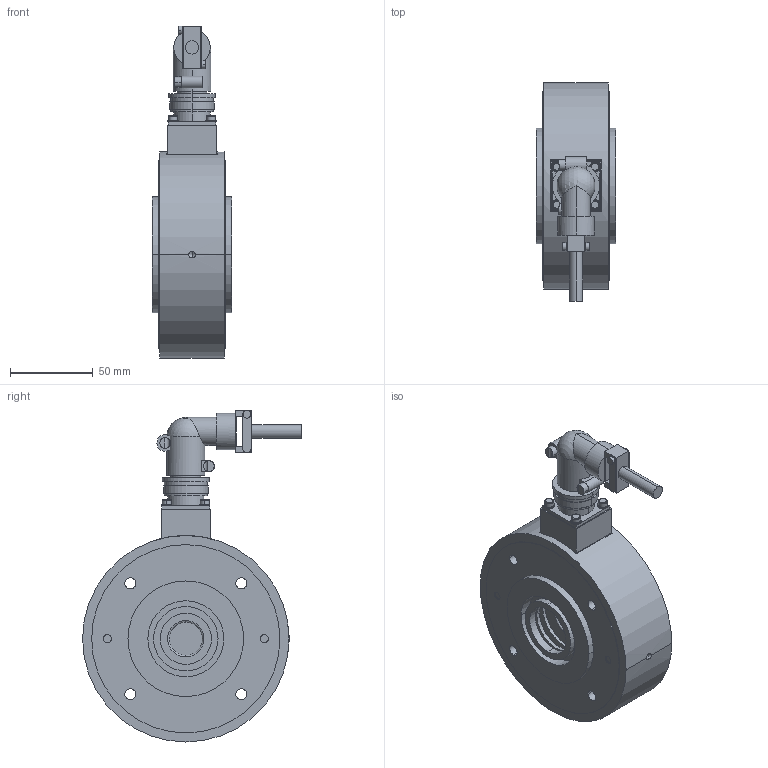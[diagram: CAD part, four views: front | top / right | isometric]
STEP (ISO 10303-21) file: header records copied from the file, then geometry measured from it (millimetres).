
FILE_DESCRIPTION((''),'2;1');
FILE_NAME('50061.stp','2007-09-21T15:35:19',(''),(''),'Mechanical Desktop 2007','Mechanical Desktop 2007',', , ');
FILE_SCHEMA(('CONFIG_CONTROL_DESIGN'));
Length unit declared in the file: millimetre
Products named in the file (27): ZEICHNUNG7; L50061; L4832404; L47956; TEIL1AAAA; L47955; TEIL1; L49026; TEIL1A; I-6KT_SCHRAUBE_M6X35NK; I-6KT_SCHRAUBE_M6X35NKA; I-6KT_SCHRAUBE_M3X25A; I-6KT_SCHRAUBE_M3X25; FEDERRING_M3A; FEDERRING_M3; SICHERUNGSRING_J52A; SICHERUNGSRING_J52; V_RING_V31A; V_RING_V32A; L4340303; TEIL1AAA; FLANSCHDOSE_WINKEL_AMPH_4-POLIG; TEIL1AA; PENDELKUGELLAGER_1304TVA; PENDELKUGELLAGER_1304TV; RM_SDBA; RM_SDB
Assembly tree (38 placements, depth 4):
  ZEICHNUNG7
    L50061
      L4832404
      L47956
        TEIL1AAAA
      L47955
        TEIL1
      L49026
        TEIL1A
      I-6KT_SCHRAUBE_M6X35NK  x2
        I-6KT_SCHRAUBE_M6X35NKA
      I-6KT_SCHRAUBE_M3X25A  x4
        I-6KT_SCHRAUBE_M3X25
      FEDERRING_M3A  x4
        FEDERRING_M3
      SICHERUNGSRING_J52A
        SICHERUNGSRING_J52
      V_RING_V31A
        V_RING_V32A
      L4340303  x2
        TEIL1AAA
      FLANSCHDOSE_WINKEL_AMPH_4-POLIG
        TEIL1AA
      PENDELKUGELLAGER_1304TVA
        PENDELKUGELLAGER_1304TV
      RM_SDBA  x3
    RM_SDB  x3
Bounding box: 48.1 x 132.5 x 201 mm (x, y, z)
Volume: 493635.9 mm3; surface area: 146552 mm2
Topology: 20 solids, 20 shells, 412 faces, 1005 edges, 656 vertices
Faces by surface type: cylinder 242, plane 119, cone 28, torus 20, bspline 2, sphere 1
Entity records: 11060 total; most frequent: CARTESIAN_POINT 2096, DIRECTION 1958, ORIENTED_EDGE 1546, AXIS2_PLACEMENT_3D 824, EDGE_CURVE 773, VERTEX_POINT 510, CIRCLE 444, EDGE_LOOP 431
